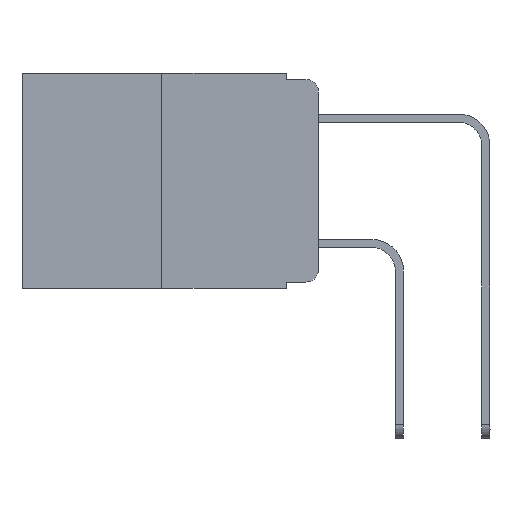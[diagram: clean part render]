
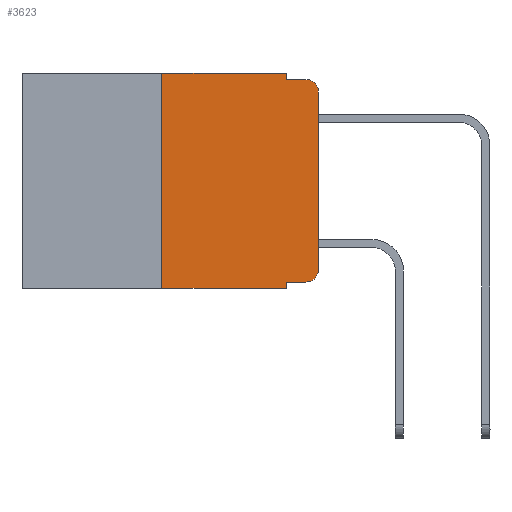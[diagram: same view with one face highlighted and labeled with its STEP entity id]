
A CAD part, left-side view. The second image highlights one B-rep face of the part: STEP entity #3623.
In plain terms, the highlighted planar face has unit normal (-1, 0, 0).
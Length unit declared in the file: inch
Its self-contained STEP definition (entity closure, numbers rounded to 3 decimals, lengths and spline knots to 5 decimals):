
#32 = LINE ( 'NONE', #5235, #7414 ) ;
#525 = EDGE_CURVE ( 'NONE', #15638, #7544, #4828, .T. ) ;
#607 = CARTESIAN_POINT ( 'NONE',  ( 0., 0., -0.313 ) ) ;
#652 = VECTOR ( 'NONE', #9953, 39.37008 ) ;
#703 = EDGE_CURVE ( 'NONE', #13238, #3203, #32, .T. ) ;
#726 = CARTESIAN_POINT ( 'NONE',  ( 0., 0.02, -0.313 ) ) ;
#753 = VECTOR ( 'NONE', #920, 39.37008 ) ;
#762 = DIRECTION ( 'NONE',  ( 0., 0., 1. ) ) ;
#920 = DIRECTION ( 'NONE',  ( 0., -1., 0. ) ) ;
#1124 = LINE ( 'NONE', #11376, #12464 ) ;
#1291 = LINE ( 'NONE', #11624, #9564 ) ;
#1403 = LINE ( 'NONE', #6614, #5121 ) ;
#1640 = DIRECTION ( 'NONE',  ( -1., 0., 0. ) ) ;
#2505 = ORIENTED_EDGE ( 'NONE', *, *, #6037, .F. ) ;
#2533 = VECTOR ( 'NONE', #762, 39.37008 ) ;
#2580 = ORIENTED_EDGE ( 'NONE', *, *, #4904, .T. ) ;
#3203 = VERTEX_POINT ( 'NONE', #7620 ) ;
#3264 = EDGE_CURVE ( 'NONE', #4121, #4958, #15193, .T. ) ;
#3623 = ADVANCED_FACE ( 'NONE', ( #14478 ), #14399, .F. ) ;
#3726 = DIRECTION ( 'NONE',  ( 0., -1., 0. ) ) ;
#3795 = ORIENTED_EDGE ( 'NONE', *, *, #8106, .T. ) ;
#3843 = DIRECTION ( 'NONE',  ( 0., 0., -1. ) ) ;
#4121 = VERTEX_POINT ( 'NONE', #13887 ) ;
#4684 = CIRCLE ( 'NONE', #12196, 0.02 ) ;
#4706 = LINE ( 'NONE', #8581, #2533 ) ;
#4828 = LINE ( 'NONE', #12157, #652 ) ;
#4904 = EDGE_CURVE ( 'NONE', #6930, #13238, #4684, .T. ) ;
#4958 = VERTEX_POINT ( 'NONE', #5759 ) ;
#4995 = EDGE_CURVE ( 'NONE', #13410, #6086, #1124, .T. ) ;
#5121 = VECTOR ( 'NONE', #3843, 39.37008 ) ;
#5235 = CARTESIAN_POINT ( 'NONE',  ( 0., 0., 0. ) ) ;
#5288 = VERTEX_POINT ( 'NONE', #13477 ) ;
#5400 = DIRECTION ( 'NONE',  ( 1., 0., 0. ) ) ;
#5759 = CARTESIAN_POINT ( 'NONE',  ( 0., 0.051, -0.343 ) ) ;
#5856 = ORIENTED_EDGE ( 'NONE', *, *, #525, .F. ) ;
#6037 = EDGE_CURVE ( 'NONE', #6086, #15638, #15692, .T. ) ;
#6086 = VERTEX_POINT ( 'NONE', #9064 ) ;
#6614 = CARTESIAN_POINT ( 'NONE',  ( 0., 0.051, 0. ) ) ;
#6930 = VERTEX_POINT ( 'NONE', #14539 ) ;
#7414 = VECTOR ( 'NONE', #16423, 39.37008 ) ;
#7544 = VERTEX_POINT ( 'NONE', #15951 ) ;
#7620 = CARTESIAN_POINT ( 'NONE',  ( 0., 0., -0.03 ) ) ;
#7746 = ORIENTED_EDGE ( 'NONE', *, *, #8349, .T. ) ;
#7929 = CARTESIAN_POINT ( 'NONE',  ( 0., 0.473, 0. ) ) ;
#8106 = EDGE_CURVE ( 'NONE', #3203, #7544, #15991, .T. ) ;
#8119 = CARTESIAN_POINT ( 'NONE',  ( 0., 0.02, -0.03 ) ) ;
#8349 = EDGE_CURVE ( 'NONE', #5288, #6930, #1291, .T. ) ;
#8581 = CARTESIAN_POINT ( 'NONE',  ( 0., 0.25, 0. ) ) ;
#8808 = CARTESIAN_POINT ( 'NONE',  ( 0., 0.473, -0.343 ) ) ;
#8891 = ORIENTED_EDGE ( 'NONE', *, *, #3264, .T. ) ;
#8957 = CARTESIAN_POINT ( 'NONE',  ( 0., 0.051, -0.01 ) ) ;
#9027 = DIRECTION ( 'NONE',  ( 0., -1., 0. ) ) ;
#9064 = CARTESIAN_POINT ( 'NONE',  ( 0., 0.051, 0. ) ) ;
#9373 = DIRECTION ( 'NONE',  ( 0., 0., -1. ) ) ;
#9564 = VECTOR ( 'NONE', #3726, 39.37008 ) ;
#9617 = AXIS2_PLACEMENT_3D ( 'NONE', #7929, #5400, #11790 ) ;
#9706 = ORIENTED_EDGE ( 'NONE', *, *, #15165, .F. ) ;
#9798 = DIRECTION ( 'NONE',  ( 0., 0., -1. ) ) ;
#9953 = DIRECTION ( 'NONE',  ( 0., -1., 0. ) ) ;
#10014 = ORIENTED_EDGE ( 'NONE', *, *, #703, .T. ) ;
#11376 = CARTESIAN_POINT ( 'NONE',  ( 0., 0.473, 0. ) ) ;
#11624 = CARTESIAN_POINT ( 'NONE',  ( 0., 0.051, -0.333 ) ) ;
#11790 = DIRECTION ( 'NONE',  ( 0., 0., -1. ) ) ;
#11826 = CARTESIAN_POINT ( 'NONE',  ( 0., 0.051, 0. ) ) ;
#12157 = CARTESIAN_POINT ( 'NONE',  ( 0., 0.051, -0.01 ) ) ;
#12196 = AXIS2_PLACEMENT_3D ( 'NONE', #726, #15006, #9798 ) ;
#12415 = EDGE_CURVE ( 'NONE', #4121, #13410, #4706, .T. ) ;
#12464 = VECTOR ( 'NONE', #9027, 39.37008 ) ;
#12687 = VECTOR ( 'NONE', #15524, 39.37008 ) ;
#13238 = VERTEX_POINT ( 'NONE', #607 ) ;
#13410 = VERTEX_POINT ( 'NONE', #13958 ) ;
#13477 = CARTESIAN_POINT ( 'NONE',  ( 0., 0.051, -0.333 ) ) ;
#13887 = CARTESIAN_POINT ( 'NONE',  ( 0., 0.25, -0.343 ) ) ;
#13958 = CARTESIAN_POINT ( 'NONE',  ( 0., 0.25, 0. ) ) ;
#14399 = PLANE ( 'NONE',  #9617 ) ;
#14478 = FACE_OUTER_BOUND ( 'NONE', #16315, .T. ) ;
#14539 = CARTESIAN_POINT ( 'NONE',  ( 0., 0.02, -0.333 ) ) ;
#15006 = DIRECTION ( 'NONE',  ( -1., 0., 0. ) ) ;
#15165 = EDGE_CURVE ( 'NONE', #5288, #4958, #1403, .T. ) ;
#15193 = LINE ( 'NONE', #8808, #753 ) ;
#15521 = ORIENTED_EDGE ( 'NONE', *, *, #12415, .F. ) ;
#15524 = DIRECTION ( 'NONE',  ( 0., 0., -1. ) ) ;
#15638 = VERTEX_POINT ( 'NONE', #8957 ) ;
#15692 = LINE ( 'NONE', #11826, #12687 ) ;
#15951 = CARTESIAN_POINT ( 'NONE',  ( 0., 0.02, -0.01 ) ) ;
#15991 = CIRCLE ( 'NONE', #16517, 0.02 ) ;
#16315 = EDGE_LOOP ( 'NONE', ( #10014, #3795, #5856, #2505, #16549, #15521, #8891, #9706, #7746, #2580 ) ) ;
#16423 = DIRECTION ( 'NONE',  ( 0., 0., 1. ) ) ;
#16517 = AXIS2_PLACEMENT_3D ( 'NONE', #8119, #1640, #9373 ) ;
#16549 = ORIENTED_EDGE ( 'NONE', *, *, #4995, .F. ) ;
